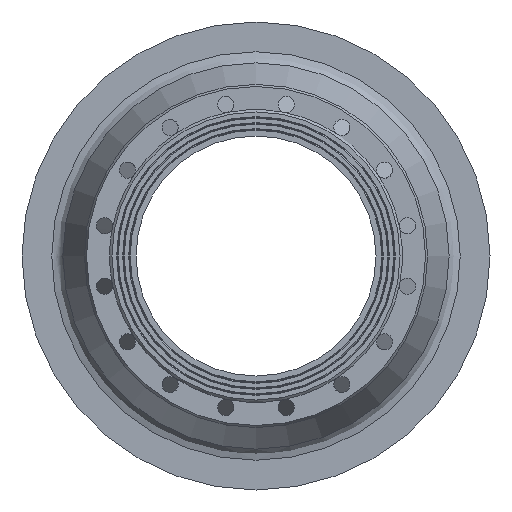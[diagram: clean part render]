
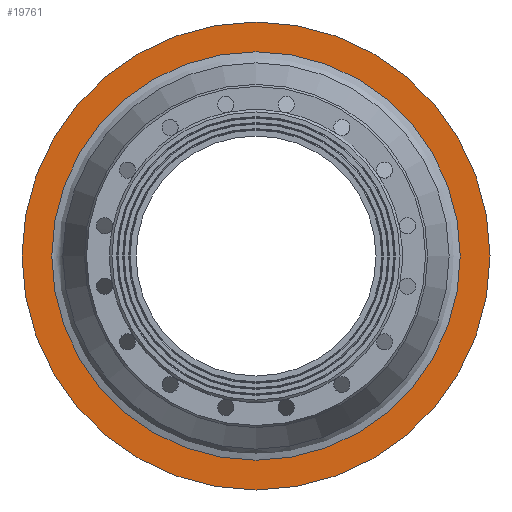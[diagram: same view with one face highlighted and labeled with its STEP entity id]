
A CAD part, front view. The second image highlights one B-rep face of the part: STEP entity #19761.
In plain terms, the highlighted planar face has unit normal (0, -1, 0).
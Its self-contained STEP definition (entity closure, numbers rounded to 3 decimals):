
#19727=CARTESIAN_POINT('',(-340.4,272.,0.0));
#19728=VERTEX_POINT('',#19727);
#19729=CARTESIAN_POINT('',(0.0,272.,0.0));
#19730=DIRECTION('',(0.0,1.0,0.0));
#19731=DIRECTION('',(-1.0,0.0,0.0));
#19732=AXIS2_PLACEMENT_3D('',#19729,#19730,#19731);
#19733=CIRCLE('',#19732,340.4);
#19734=EDGE_CURVE('',#19728,#19728,#19733,.T.);
#19742=CARTESIAN_POINT('',(-365.2,272.,0.0));
#19743=DIRECTION('',(0.0,-1.0,0.0));
#19744=DIRECTION('',(0.0,0.0,-1.0));
#19745=AXIS2_PLACEMENT_3D('',#19742,#19743,#19744);
#19746=PLANE('',#19745);
#19747=CARTESIAN_POINT('',(-390.,272.0,0.0));
#19748=VERTEX_POINT('',#19747);
#19749=CARTESIAN_POINT('',(0.0,272.0,0.0));
#19750=DIRECTION('',(0.0,1.0,0.0));
#19751=DIRECTION('',(-1.0,0.0,0.0));
#19752=AXIS2_PLACEMENT_3D('',#19749,#19750,#19751);
#19753=CIRCLE('',#19752,390.);
#19754=EDGE_CURVE('',#19748,#19748,#19753,.T.);
#19755=ORIENTED_EDGE('',*,*,#19754,.F.);
#19756=EDGE_LOOP('',(#19755));
#19757=FACE_OUTER_BOUND('',#19756,.T.);
#19758=ORIENTED_EDGE('',*,*,#19734,.T.);
#19759=EDGE_LOOP('',(#19758));
#19760=FACE_BOUND('',#19759,.T.);
#19761=ADVANCED_FACE('',(#19757,#19760),#19746,.T.);
